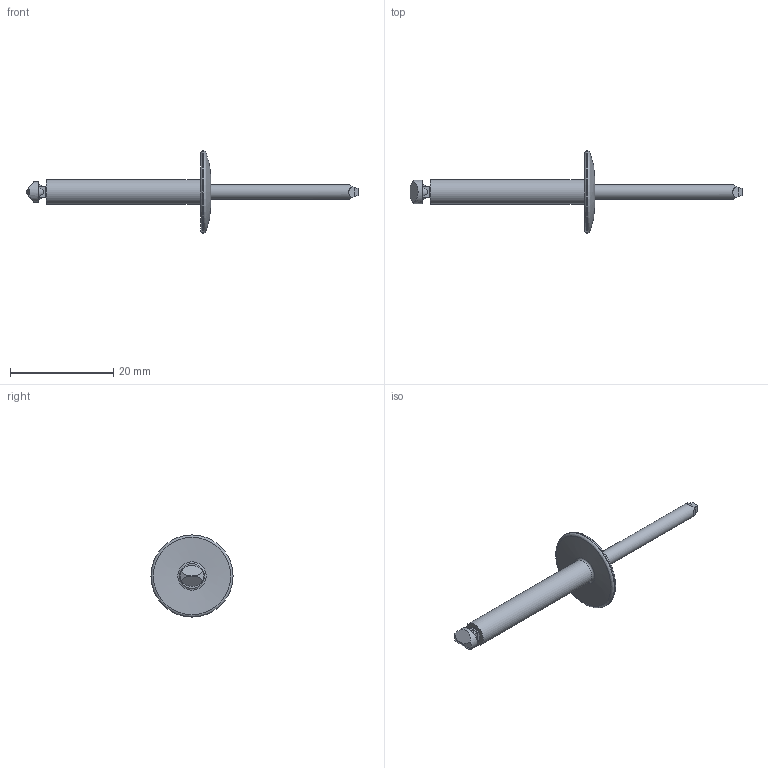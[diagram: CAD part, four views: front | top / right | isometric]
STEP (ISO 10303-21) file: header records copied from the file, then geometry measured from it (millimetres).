
FILE_DESCRIPTION(/* description */ (''),/* implementation_level */ '2;1');
FILE_NAME(/* name */ 'AD616BSLF.stp',/* time_stamp */ '2022-07-18T13:53:12-05:00',/* author */ ('axd0330'),/* organization */ (''),/* preprocessor_version */ 'ST-DEVELOPER v16.5',/* originating_system */ 'Autodesk Inventor 2017',/* authorisation */ '');
FILE_SCHEMA (('AUTOMOTIVE_DESIGN { 1 0 10303 214 3 1 1 }'));
Length unit declared in the file: inch
Products named in the file (3): AD616BSLF; AD64HBDY; MOH61685
Assembly tree (2 placements, depth 2):
  AD616BSLF
    AD64HBDY
    MOH61685
Bounding box: 64.25 x 15.88 x 15.88 mm (x, y, z)
Volume: 1019.6 mm3; surface area: 1771.4 mm2
Topology: 2 solids, 2 shells, 56 faces, 129 edges, 83 vertices
Faces by surface type: plane 36, cylinder 12, bspline 4, torus 3, cone 1
Full cylindrical faces by diameter (mm): 2.896 x1, 2.972 x1, 4.737 x1, 15.875 x1
Entity records: 1785 total; most frequent: CARTESIAN_POINT 435, DIRECTION 276, ORIENTED_EDGE 242, EDGE_CURVE 121, AXIS2_PLACEMENT_3D 104, VERTEX_POINT 83, EDGE_LOOP 72, LINE 68
